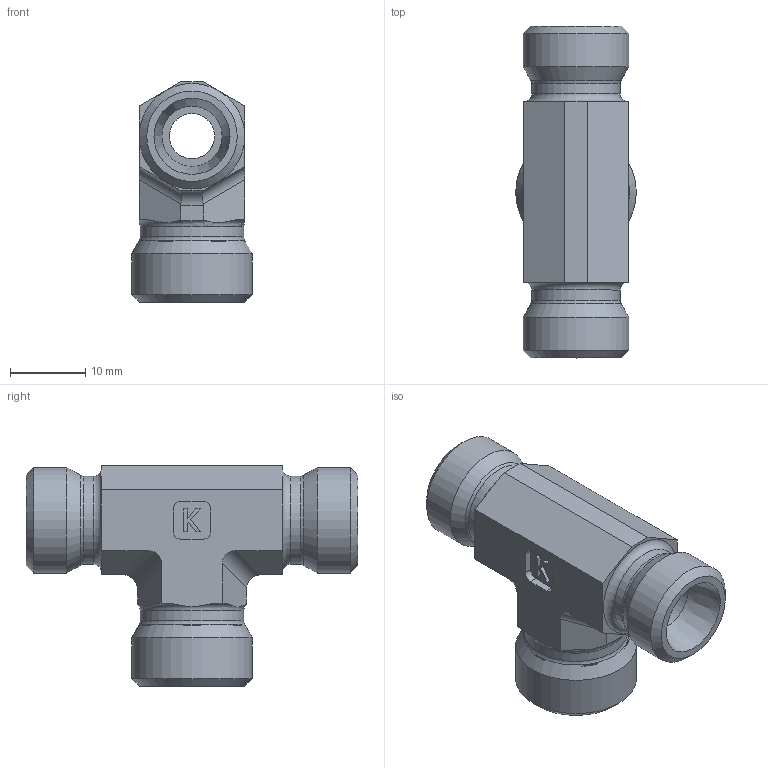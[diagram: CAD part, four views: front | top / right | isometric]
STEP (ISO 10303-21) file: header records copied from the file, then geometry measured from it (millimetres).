
FILE_DESCRIPTION((''),'2;1');
FILE_NAME('374080810.stp','2014-08-13T15:42:34',(''),('KNOMI spol. s r. o.'),'Autodesk Inventor 2012','Autodesk Inventor 2012','');
FILE_SCHEMA(('AUTOMOTIVE_DESIGN { 1 2 10303 214 0 1 1 1 }'));
Length unit declared in the file: millimetre
Products named in the file (1): TS2 08/08/10L M14/M14/M16
Bounding box: 16 x 44 x 29.22 mm (x, y, z)
Volume: 6535.4 mm3; surface area: 4432.7 mm2
Topology: 1 solids, 1 shells, 97 faces, 242 edges, 158 vertices
Faces by surface type: plane 59, cylinder 21, cone 11, torus 6
Full cylindrical faces by diameter (mm): 6 x1, 8 x3, 10 x1, 11.7 x2, 13.7 x1, 14 x2, 16 x1
Entity records: 2780 total; most frequent: CARTESIAN_POINT 602, DIRECTION 446, ORIENTED_EDGE 404, EDGE_CURVE 202, AXIS2_PLACEMENT_3D 166, VERTEX_POINT 146, EDGE_LOOP 140, VECTOR 114
